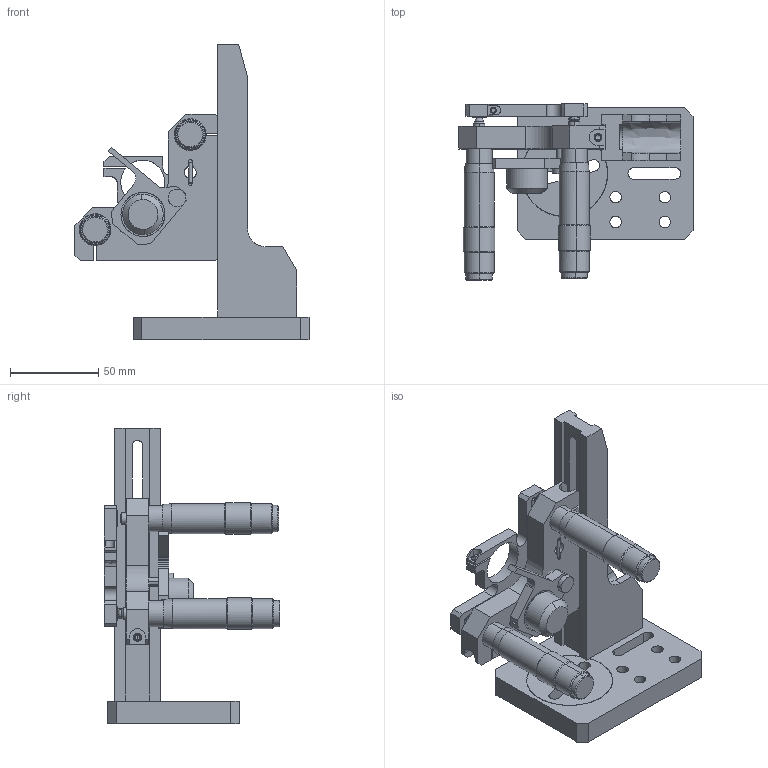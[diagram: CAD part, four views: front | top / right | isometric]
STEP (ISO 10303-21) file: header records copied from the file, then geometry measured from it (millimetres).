
FILE_DESCRIPTION(/* description */ (''),/* implementation_level */ '2;1');
FILE_NAME(/* name */ 'MMB-KVS',/* time_stamp */ '2024-08-08T17:28:05+03:00',/* author */ (''),/* organization */ (''),/* preprocessor_version */ 'ST-DEVELOPER v15',/* originating_system */ '',/* authorisation */ '');
FILE_SCHEMA (('AUTOMOTIVE_DESIGN'));
Length unit declared in the file: millimetre
Products named in the file (1): Document
Bounding box: 133 x 99.89 x 168 mm (x, y, z)
Volume: 244253.4 mm3; surface area: 88774.3 mm2
Topology: 20 solids, 20 shells, 501 faces, 1296 edges, 839 vertices
Faces by surface type: bspline 288, plane 213
Entity records: 17501 total; most frequent: CARTESIAN_POINT 10010, ORIENTED_EDGE 2540, EDGE_CURVE 1270, VERTEX_POINT 839, EDGE_LOOP 589, ADVANCED_FACE 501, FACE_OUTER_BOUND 501, B_SPLINE_CURVE_WITH_KNOTS 442
